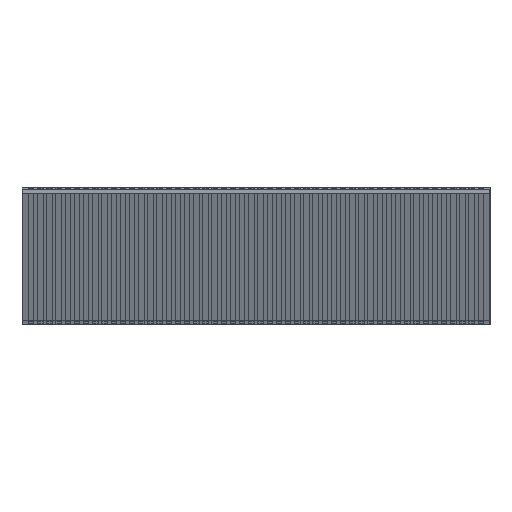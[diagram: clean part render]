
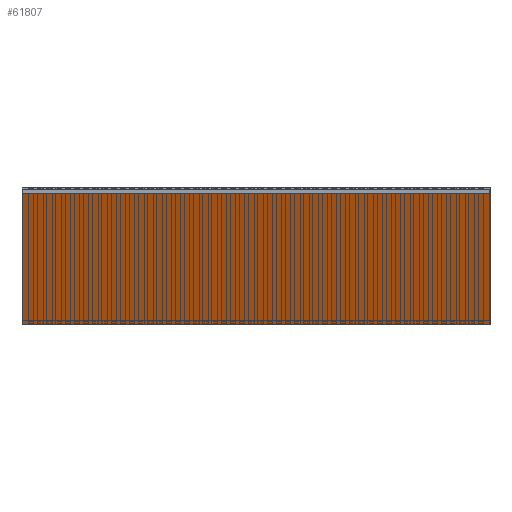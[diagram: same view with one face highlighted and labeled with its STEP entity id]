
A CAD part, left-side view. The second image highlights one B-rep face of the part: STEP entity #61807.
In plain terms, the highlighted planar face has unit normal (-0.911, 0, -0.412).
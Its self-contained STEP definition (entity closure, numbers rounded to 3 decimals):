
#1001=ORIENTED_EDGE('',*,*,#14567,.T.);
#1002=ORIENTED_EDGE('',*,*,#14555,.F.);
#1003=ORIENTED_EDGE('',*,*,#14568,.F.);
#1004=ORIENTED_EDGE('',*,*,#14564,.T.);
#14555=EDGE_CURVE('',#21262,#21261,#25929,.T.);
#14564=EDGE_CURVE('',#21269,#21268,#25937,.T.);
#14567=EDGE_CURVE('',#21268,#21261,#25939,.T.);
#14568=EDGE_CURVE('',#21269,#21262,#25940,.T.);
#21261=VERTEX_POINT('',#79101);
#21262=VERTEX_POINT('',#79103);
#21268=VERTEX_POINT('',#79126);
#21269=VERTEX_POINT('',#79128);
#25929=LINE('',#79104,#32777);
#25937=LINE('',#79127,#32785);
#25939=LINE('',#79136,#32787);
#25940=LINE('',#79137,#32788);
#32777=VECTOR('',#67221,1000.);
#32785=VECTOR('',#67239,1000.);
#32787=VECTOR('',#67243,1000.);
#32788=VECTOR('',#67244,1000.);
#38958=EDGE_LOOP('',(#1001,#1002,#1003,#1004));
#41218=FACE_BOUND('',#38958,.T.);
#43478=PLANE('',#64072);
#61807=ADVANCED_FACE('',(#41218),#43478,.F.);
#64072=AXIS2_PLACEMENT_3D('',#79135,#67241,#67242);
#67221=DIRECTION('',(0.,-1.,0.));
#67239=DIRECTION('',(0.,-1.,0.));
#67241=DIRECTION('',(0.911,0.,0.412));
#67242=DIRECTION('',(0.412,0.,-0.911));
#67243=DIRECTION('',(-0.412,0.,0.911));
#67244=DIRECTION('',(-0.412,0.,0.911));
#79101=CARTESIAN_POINT('',(35.04,0.,-0.167));
#79103=CARTESIAN_POINT('',(35.04,25.5,-0.167));
#79104=CARTESIAN_POINT('',(35.04,25.5,-0.167));
#79126=CARTESIAN_POINT('',(38.337,0.,-7.457));
#79127=CARTESIAN_POINT('',(38.337,25.5,-7.457));
#79128=CARTESIAN_POINT('',(38.337,25.5,-7.457));
#79135=CARTESIAN_POINT('',(35.04,25.5,-0.167));
#79136=CARTESIAN_POINT('',(35.04,0.,-0.167));
#79137=CARTESIAN_POINT('',(35.04,25.5,-0.167));
